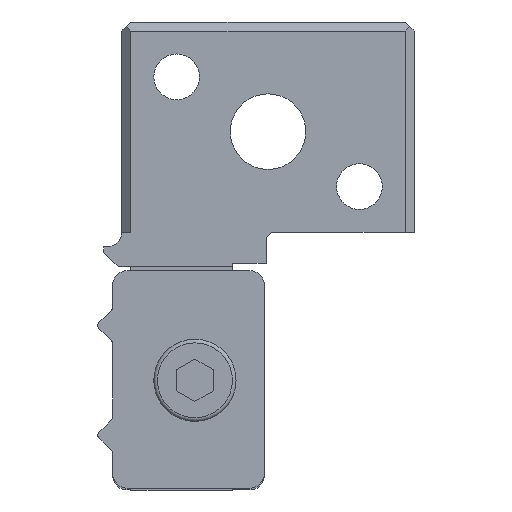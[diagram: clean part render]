
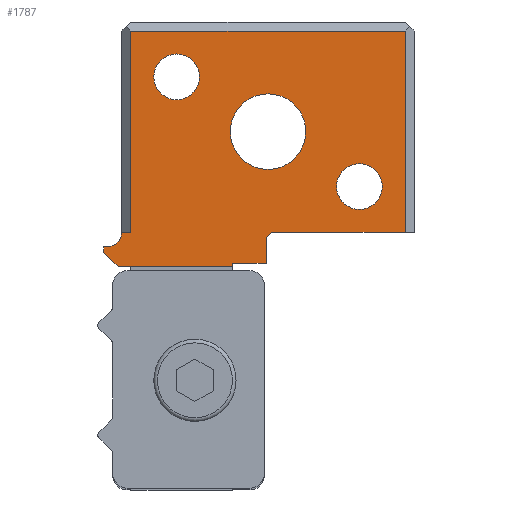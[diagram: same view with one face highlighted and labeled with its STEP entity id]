
A CAD part, left-side view. The second image highlights one B-rep face of the part: STEP entity #1787.
In plain terms, the highlighted face is planar.
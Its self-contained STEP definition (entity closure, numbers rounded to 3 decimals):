
#75=FACE_BOUND('',#316,.T.);
#76=FACE_BOUND('',#317,.T.);
#77=FACE_BOUND('',#318,.T.);
#106=PLANE('',#2041);
#208=FACE_OUTER_BOUND('',#315,.T.);
#315=EDGE_LOOP('',(#1408,#1409,#1410,#1411,#1412,#1413,#1414,#1415,#1416,
#1417,#1418,#1419,#1420,#1421));
#316=EDGE_LOOP('',(#1422));
#317=EDGE_LOOP('',(#1423));
#318=EDGE_LOOP('',(#1424));
#426=LINE('',#2786,#618);
#433=LINE('',#2802,#625);
#448=LINE('',#2832,#640);
#451=LINE('',#2837,#643);
#471=LINE('',#2883,#663);
#480=LINE('',#2901,#672);
#481=LINE('',#2903,#673);
#482=LINE('',#2905,#674);
#483=LINE('',#2907,#675);
#484=LINE('',#2909,#676);
#485=LINE('',#2911,#677);
#486=LINE('',#2913,#678);
#487=LINE('',#2914,#679);
#618=VECTOR('',#2249,10.);
#625=VECTOR('',#2260,10.);
#640=VECTOR('',#2281,10.);
#643=VECTOR('',#2288,10.);
#663=VECTOR('',#2332,10.);
#672=VECTOR('',#2345,10.);
#673=VECTOR('',#2346,10.);
#674=VECTOR('',#2347,10.);
#675=VECTOR('',#2348,10.);
#676=VECTOR('',#2349,10.);
#677=VECTOR('',#2350,10.);
#678=VECTOR('',#2351,10.);
#679=VECTOR('',#2352,10.);
#783=CIRCLE('',#2005,1.25);
#785=CIRCLE('',#2008,1.25);
#788=CIRCLE('',#2012,2.067);
#790=CIRCLE('',#2038,0.8);
#841=VERTEX_POINT('',#2717);
#843=VERTEX_POINT('',#2723);
#846=VERTEX_POINT('',#2731);
#864=VERTEX_POINT('',#2782);
#866=VERTEX_POINT('',#2785);
#872=VERTEX_POINT('',#2800);
#873=VERTEX_POINT('',#2801);
#884=VERTEX_POINT('',#2827);
#897=VERTEX_POINT('',#2876);
#898=VERTEX_POINT('',#2880);
#906=VERTEX_POINT('',#2900);
#907=VERTEX_POINT('',#2902);
#908=VERTEX_POINT('',#2904);
#909=VERTEX_POINT('',#2906);
#910=VERTEX_POINT('',#2908);
#911=VERTEX_POINT('',#2910);
#912=VERTEX_POINT('',#2912);
#1007=EDGE_CURVE('',#841,#841,#783,.T.);
#1010=EDGE_CURVE('',#843,#843,#785,.T.);
#1015=EDGE_CURVE('',#846,#846,#788,.T.);
#1040=EDGE_CURVE('',#866,#864,#426,.T.);
#1047=EDGE_CURVE('',#872,#873,#433,.T.);
#1062=EDGE_CURVE('',#884,#872,#448,.T.);
#1065=EDGE_CURVE('',#864,#884,#451,.T.);
#1087=EDGE_CURVE('',#873,#897,#790,.T.);
#1089=EDGE_CURVE('',#897,#898,#471,.T.);
#1098=EDGE_CURVE('',#898,#906,#480,.T.);
#1099=EDGE_CURVE('',#906,#907,#481,.T.);
#1100=EDGE_CURVE('',#907,#908,#482,.T.);
#1101=EDGE_CURVE('',#908,#909,#483,.T.);
#1102=EDGE_CURVE('',#909,#910,#484,.T.);
#1103=EDGE_CURVE('',#910,#911,#485,.T.);
#1104=EDGE_CURVE('',#911,#912,#486,.T.);
#1105=EDGE_CURVE('',#912,#866,#487,.T.);
#1408=ORIENTED_EDGE('',*,*,#1047,.T.);
#1409=ORIENTED_EDGE('',*,*,#1087,.T.);
#1410=ORIENTED_EDGE('',*,*,#1089,.T.);
#1411=ORIENTED_EDGE('',*,*,#1098,.T.);
#1412=ORIENTED_EDGE('',*,*,#1099,.T.);
#1413=ORIENTED_EDGE('',*,*,#1100,.T.);
#1414=ORIENTED_EDGE('',*,*,#1101,.T.);
#1415=ORIENTED_EDGE('',*,*,#1102,.T.);
#1416=ORIENTED_EDGE('',*,*,#1103,.T.);
#1417=ORIENTED_EDGE('',*,*,#1104,.T.);
#1418=ORIENTED_EDGE('',*,*,#1105,.T.);
#1419=ORIENTED_EDGE('',*,*,#1040,.T.);
#1420=ORIENTED_EDGE('',*,*,#1065,.T.);
#1421=ORIENTED_EDGE('',*,*,#1062,.T.);
#1422=ORIENTED_EDGE('',*,*,#1007,.T.);
#1423=ORIENTED_EDGE('',*,*,#1010,.T.);
#1424=ORIENTED_EDGE('',*,*,#1015,.T.);
#1787=ADVANCED_FACE('',(#208,#75,#76,#77),#106,.T.);
#2005=AXIS2_PLACEMENT_3D('',#2718,#2190,#2191);
#2008=AXIS2_PLACEMENT_3D('',#2724,#2197,#2198);
#2012=AXIS2_PLACEMENT_3D('',#2733,#2207,#2208);
#2038=AXIS2_PLACEMENT_3D('',#2878,#2327,#2328);
#2041=AXIS2_PLACEMENT_3D('',#2899,#2343,#2344);
#2190=DIRECTION('center_axis',(-1.,0.,0.));
#2191=DIRECTION('ref_axis',(0.,0.,-1.));
#2197=DIRECTION('center_axis',(-1.,0.,0.));
#2198=DIRECTION('ref_axis',(0.,0.,-1.));
#2207=DIRECTION('center_axis',(-1.,0.,0.));
#2208=DIRECTION('ref_axis',(0.,0.,1.));
#2249=DIRECTION('',(0.,1.,0.));
#2260=DIRECTION('',(0.,0.,1.));
#2281=DIRECTION('',(0.,-1.,0.));
#2288=DIRECTION('',(0.,0.,1.));
#2327=DIRECTION('center_axis',(-1.,0.,0.));
#2328=DIRECTION('ref_axis',(0.,1.,0.));
#2332=DIRECTION('',(0.,0.,1.));
#2343=DIRECTION('center_axis',(1.,0.,0.));
#2344=DIRECTION('ref_axis',(0.,0.,-1.));
#2345=DIRECTION('',(0.,-1.,0.));
#2346=DIRECTION('',(0.,-0.707,-0.707));
#2347=DIRECTION('',(0.,0.,-1.));
#2348=DIRECTION('',(0.,1.,0.));
#2349=DIRECTION('',(0.,0.,-1.));
#2350=DIRECTION('',(0.,1.,0.));
#2351=DIRECTION('',(0.,0.707,-0.707));
#2352=DIRECTION('',(0.,0.,-1.));
#2717=CARTESIAN_POINT('',(0.,-9.,-3.75));
#2718=CARTESIAN_POINT('Origin',(0.,-9.,-5.));
#2723=CARTESIAN_POINT('',(0.,-3.,6.25));
#2724=CARTESIAN_POINT('Origin',(0.,-3.,5.));
#2731=CARTESIAN_POINT('',(0.,-6.,-2.067));
#2733=CARTESIAN_POINT('Origin',(0.,-6.,0.));
#2782=CARTESIAN_POINT('',(0.,-0.5,-7.5));
#2785=CARTESIAN_POINT('',(0.,-11.5,-7.5));
#2786=CARTESIAN_POINT('',(0.,-5.588,-7.5));
#2800=CARTESIAN_POINT('',(0.,-11.5,7.5));
#2801=CARTESIAN_POINT('',(0.,-11.5,8.));
#2802=CARTESIAN_POINT('',(0.,-11.5,0.837));
#2827=CARTESIAN_POINT('',(0.,-0.5,7.5));
#2832=CARTESIAN_POINT('',(0.,-5.588,7.5));
#2837=CARTESIAN_POINT('',(0.,-0.5,0.837));
#2876=CARTESIAN_POINT('',(0.,-12.3,8.8));
#2878=CARTESIAN_POINT('Origin',(0.,-11.5,8.8));
#2880=CARTESIAN_POINT('',(0.,-12.3,9.));
#2883=CARTESIAN_POINT('',(0.,-12.3,8.8));
#2899=CARTESIAN_POINT('Origin',(0.,-11.176,1.674));
#2900=CARTESIAN_POINT('',(0.,-12.6,9.));
#2901=CARTESIAN_POINT('',(0.,-12.3,9.));
#2902=CARTESIAN_POINT('',(0.,-13.4,8.2));
#2903=CARTESIAN_POINT('',(0.,-12.6,9.));
#2904=CARTESIAN_POINT('',(0.,-13.4,1.95));
#2905=CARTESIAN_POINT('',(0.,-13.4,8.2));
#2906=CARTESIAN_POINT('',(0.,-13.2,1.95));
#2907=CARTESIAN_POINT('',(0.,-25.6,1.95));
#2908=CARTESIAN_POINT('',(0.,-13.2,0.1));
#2909=CARTESIAN_POINT('',(0.,-13.2,1.95));
#2910=CARTESIAN_POINT('',(0.,-11.8,0.1));
#2911=CARTESIAN_POINT('',(0.,-13.2,0.1));
#2912=CARTESIAN_POINT('',(0.,-11.5,-0.2));
#2913=CARTESIAN_POINT('',(0.,-11.8,0.1));
#2914=CARTESIAN_POINT('',(0.,-11.5,-0.2));
